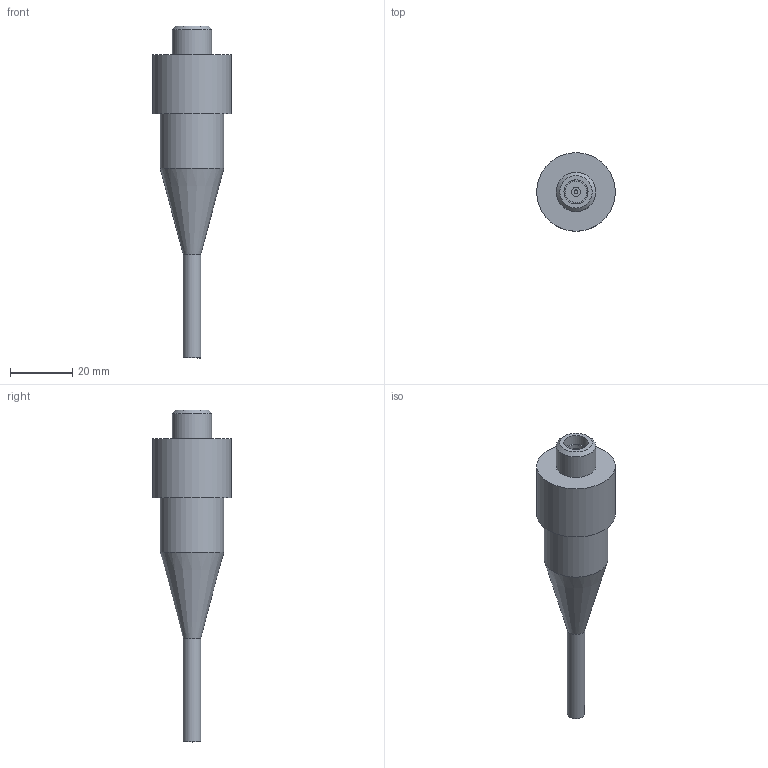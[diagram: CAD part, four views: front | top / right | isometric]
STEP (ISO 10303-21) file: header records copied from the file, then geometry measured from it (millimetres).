
FILE_DESCRIPTION(/* description */ (''),/* implementation_level */ '2;1');
FILE_NAME(/* name */ 'HF75CXILM.stp',/* time_stamp */ '2017-02-10T13:24:16+01:00',/* author */ ('sh'),/* organization */ (''),/* preprocessor_version */ 'ST-DEVELOPER v15.2',/* originating_system */ 'Autodesk Inventor 2014',/* authorisation */ '');
FILE_SCHEMA (('AUTOMOTIVE_DESIGN { 1 0 10303 214 3 1 1 }'));
Length unit declared in the file: inch
Products named in the file (1): HF75CXILM
Bounding box: 25.35 x 25.35 x 107.06 mm (x, y, z)
Volume: 20969.9 mm3; surface area: 7786.5 mm2
Topology: 4 solids, 4 shells, 34 faces, 52 edges, 35 vertices
Faces by surface type: plane 17, cylinder 15, cone 2
Full cylindrical faces by diameter (mm): 1.27 x1, 2.845 x1, 2.921 x1, 3.759 x1, 3.81 x1, 5.588 x1, 6.909 x2, 6.96 x1, 7.772 x2, 8.484 x1, 12.7 x1, 20.574 x1, 25.349 x1
Entity records: 720 total; most frequent: DIRECTION 134, CARTESIAN_POINT 99, AXIS2_PLACEMENT_3D 67, EDGE_LOOP 64, ORIENTED_EDGE 64, ADVANCED_FACE 34, FACE_OUTER_BOUND 33, CIRCLE 32
